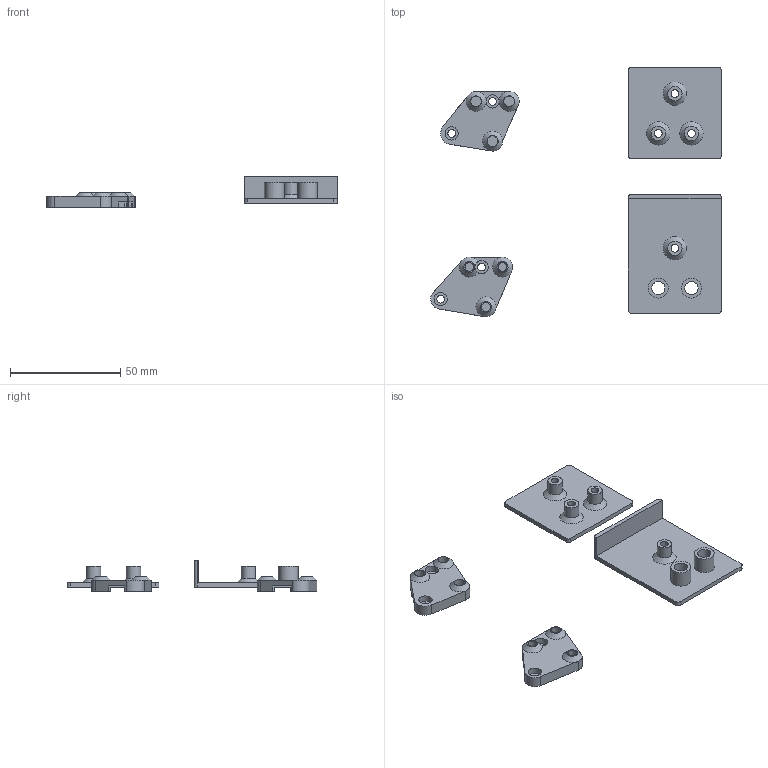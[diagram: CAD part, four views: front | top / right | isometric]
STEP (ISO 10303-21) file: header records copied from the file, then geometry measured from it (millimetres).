
FILE_DESCRIPTION(/* description */ (''),/* implementation_level */ '2;1');
FILE_NAME(/* name */ 'PCB Mount N3P Afterburner.step',/* time_stamp */ '2024-09-21T11:39:13+02:00',/* author */ (''),/* organization */ (''),/* preprocessor_version */ 'ST-DEVELOPER v20',/* originating_system */ 'Autodesk Translation Framework v13.14.0.145',/* authorisation */ '');
FILE_SCHEMA (('AUTOMOTIVE_DESIGN { 1 0 10303 214 3 1 1 }'));
Length unit declared in the file: millimetre
Products named in the file (1): PCB Mount
Bounding box: 131.49 x 113 x 14 mm (x, y, z)
Volume: 15366.4 mm3; surface area: 16014.3 mm2
Topology: 4 solids, 4 shells, 125 faces, 285 edges, 182 vertices
Faces by surface type: plane 57, cylinder 54, cone 14
Full cylindrical faces by diameter (mm): 3.5 x8, 4 x3, 4.8 x3, 6 x10, 6.5 x4, 9 x2
Entity records: 3629 total; most frequent: DIRECTION 673, CARTESIAN_POINT 611, ORIENTED_EDGE 570, EDGE_CURVE 285, AXIS2_PLACEMENT_3D 264, VERTEX_POINT 182, EDGE_LOOP 159, LINE 145
